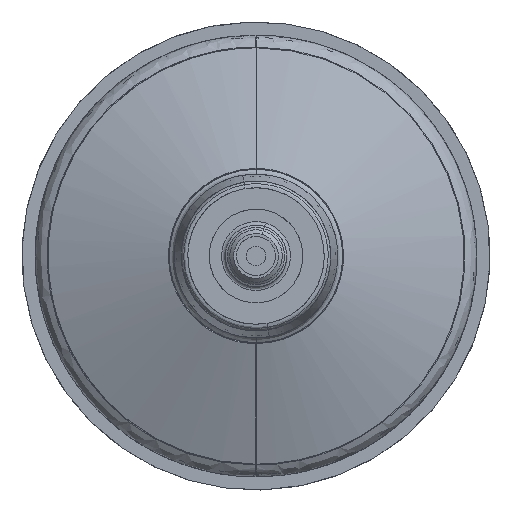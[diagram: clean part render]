
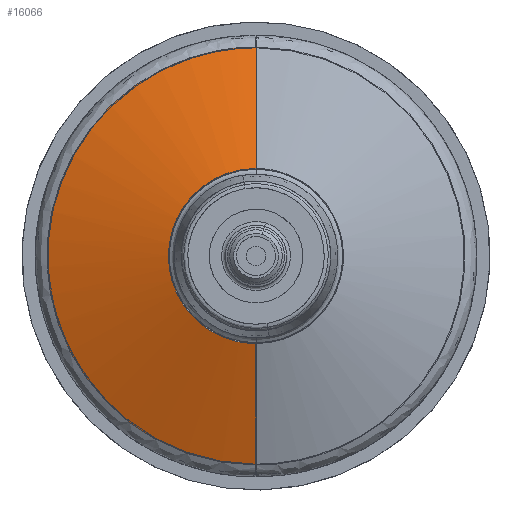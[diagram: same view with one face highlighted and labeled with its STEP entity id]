
A CAD part, left-side view. The second image highlights one B-rep face of the part: STEP entity #16066.
In plain terms, the highlighted free-form (B-spline) face has degree [1, 3] with [2, 7] control points.
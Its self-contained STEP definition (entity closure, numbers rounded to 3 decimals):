
#329 =( BOUNDED_SURFACE ( )  B_SPLINE_SURFACE ( 1, 3, ( 
 ( #19872, #2147, #7536, #4237, #4133, #9425, #9186 ),
 ( #20232, #9643, #16333, #11299, #7880, #5784, #9536 ) ),
 .UNSPECIFIED., .F., .F., .F. ) 
 B_SPLINE_SURFACE_WITH_KNOTS ( ( 2, 2 ),
 ( 4, 3, 4 ),
 ( 0., 1. ),
 ( 0., 0.5, 1. ),
 .UNSPECIFIED. ) 
 GEOMETRIC_REPRESENTATION_ITEM ( )  RATIONAL_B_SPLINE_SURFACE ( (
 ( 1., 0.805, 0.805, 1., 0.805, 0.805, 1.),
 ( 1., 0.805, 0.805, 1., 0.805, 0.805, 1.) ) ) 
 REPRESENTATION_ITEM ( '' )  SURFACE ( )  );
#418 = CARTESIAN_POINT ( 'NONE',  ( 9.74, 0., -17.818 ) ) ;
#693 = CARTESIAN_POINT ( 'NONE',  ( 9.74, 0., 17.818 ) ) ;
#857 = CARTESIAN_POINT ( 'NONE',  ( 18.765, 0., -42.538 ) ) ;
#2147 = CARTESIAN_POINT ( 'NONE',  ( 9.74, 10.437, -17.818 ) ) ;
#4133 = CARTESIAN_POINT ( 'NONE',  ( 9.74, 17.818, 10.437 ) ) ;
#4237 = CARTESIAN_POINT ( 'NONE',  ( 9.74, 17.818, 0. ) ) ;
#5662 = CARTESIAN_POINT ( 'NONE',  ( 9.74, 10.437, 17.818 ) ) ;
#5784 = CARTESIAN_POINT ( 'NONE',  ( 18.765, 24.918, 42.538 ) ) ;
#6345 = CARTESIAN_POINT ( 'NONE',  ( 18.765, 42.538, 24.918 ) ) ;
#7414 = CARTESIAN_POINT ( 'NONE',  ( 9.74, 17.818, 0. ) ) ;
#7434 = VERTEX_POINT ( 'NONE', #693 ) ;
#7521 = EDGE_CURVE ( 'NONE', #7434, #8313, #11691, .T. ) ;
#7536 = CARTESIAN_POINT ( 'NONE',  ( 9.74, 17.818, -10.437 ) ) ;
#7880 = CARTESIAN_POINT ( 'NONE',  ( 18.765, 42.538, 24.918 ) ) ;
#8313 = VERTEX_POINT ( 'NONE', #12041 ) ;
#9007 =( BOUNDED_CURVE ( )  B_SPLINE_CURVE ( 3, ( #857, #11975, #20912, #9754, #6345, #15245, #15600 ),
 .UNSPECIFIED., .F., .F. ) 
 B_SPLINE_CURVE_WITH_KNOTS ( ( 4, 3, 4 ),
 ( -3.142, -1.571, 0. ),
 .UNSPECIFIED. ) 
 CURVE ( )  GEOMETRIC_REPRESENTATION_ITEM ( )  RATIONAL_B_SPLINE_CURVE ( ( 1., 0.805, 0.805, 1., 0.805, 0.805, 1. ) ) 
 REPRESENTATION_ITEM ( '' )  );
#9186 = CARTESIAN_POINT ( 'NONE',  ( 9.74, 0., 17.818 ) ) ;
#9255 = CARTESIAN_POINT ( 'NONE',  ( 18.765, 0., 42.538 ) ) ;
#9328 = CARTESIAN_POINT ( 'NONE',  ( 18.765, 0., -42.538 ) ) ;
#9425 = CARTESIAN_POINT ( 'NONE',  ( 9.74, 10.437, 17.818 ) ) ;
#9536 = CARTESIAN_POINT ( 'NONE',  ( 18.765, 0., 42.538 ) ) ;
#9643 = CARTESIAN_POINT ( 'NONE',  ( 18.765, 24.918, -42.538 ) ) ;
#9754 = CARTESIAN_POINT ( 'NONE',  ( 18.765, 42.538, 0. ) ) ;
#10096 = ORIENTED_EDGE ( 'NONE', *, *, #13927, .F. ) ;
#11179 = FACE_OUTER_BOUND ( 'NONE', #17938, .T. ) ;
#11293 = CARTESIAN_POINT ( 'NONE',  ( 9.74, 17.818, -10.437 ) ) ;
#11299 = CARTESIAN_POINT ( 'NONE',  ( 18.765, 42.538, 0. ) ) ;
#11691 = B_SPLINE_CURVE_WITH_KNOTS ( 'NONE', 1,
 ( #18649, #9255 ),
 .UNSPECIFIED., .F., .F.,
 ( 2, 2 ),
 ( -1., 0. ),
 .UNSPECIFIED. ) ;
#11975 = CARTESIAN_POINT ( 'NONE',  ( 18.765, 24.918, -42.538 ) ) ;
#12041 = CARTESIAN_POINT ( 'NONE',  ( 18.765, 0., 42.538 ) ) ;
#12231 = CARTESIAN_POINT ( 'NONE',  ( 9.74, 0., 17.818 ) ) ;
#12534 = CARTESIAN_POINT ( 'NONE',  ( 9.74, 0., -17.818 ) ) ;
#13927 = EDGE_CURVE ( 'NONE', #14593, #18443, #21574, .T. ) ;
#14593 = VERTEX_POINT ( 'NONE', #18630 ) ;
#14796 = CARTESIAN_POINT ( 'NONE',  ( 9.74, 10.437, -17.818 ) ) ;
#15186 = EDGE_CURVE ( 'NONE', #7434, #18443, #16618, .T. ) ;
#15245 = CARTESIAN_POINT ( 'NONE',  ( 18.765, 24.918, 42.538 ) ) ;
#15600 = CARTESIAN_POINT ( 'NONE',  ( 18.765, 0., 42.538 ) ) ;
#16066 = ADVANCED_FACE ( 'NONE', ( #11179 ), #329, .T. ) ;
#16170 = EDGE_CURVE ( 'NONE', #14593, #8313, #9007, .T. ) ;
#16209 = CARTESIAN_POINT ( 'NONE',  ( 9.74, 17.818, 10.437 ) ) ;
#16333 = CARTESIAN_POINT ( 'NONE',  ( 18.765, 42.538, -24.918 ) ) ;
#16618 =( BOUNDED_CURVE ( )  B_SPLINE_CURVE ( 3, ( #12231, #5662, #16209, #7414, #11293, #14796, #20111 ),
 .UNSPECIFIED., .F., .F. ) 
 B_SPLINE_CURVE_WITH_KNOTS ( ( 4, 3, 4 ),
 ( -3.142, -1.571, 0. ),
 .UNSPECIFIED. ) 
 CURVE ( )  GEOMETRIC_REPRESENTATION_ITEM ( )  RATIONAL_B_SPLINE_CURVE ( ( 1., 0.805, 0.805, 1., 0.805, 0.805, 1. ) ) 
 REPRESENTATION_ITEM ( '' )  );
#17069 = ORIENTED_EDGE ( 'NONE', *, *, #16170, .T. ) ;
#17938 = EDGE_LOOP ( 'NONE', ( #18275, #20614, #10096, #17069 ) ) ;
#18275 = ORIENTED_EDGE ( 'NONE', *, *, #7521, .F. ) ;
#18443 = VERTEX_POINT ( 'NONE', #12534 ) ;
#18630 = CARTESIAN_POINT ( 'NONE',  ( 18.765, 0., -42.538 ) ) ;
#18649 = CARTESIAN_POINT ( 'NONE',  ( 9.74, 0., 17.818 ) ) ;
#19872 = CARTESIAN_POINT ( 'NONE',  ( 9.74, 0., -17.818 ) ) ;
#20111 = CARTESIAN_POINT ( 'NONE',  ( 9.74, 0., -17.818 ) ) ;
#20232 = CARTESIAN_POINT ( 'NONE',  ( 18.765, 0., -42.538 ) ) ;
#20614 = ORIENTED_EDGE ( 'NONE', *, *, #15186, .T. ) ;
#20912 = CARTESIAN_POINT ( 'NONE',  ( 18.765, 42.538, -24.918 ) ) ;
#21574 = B_SPLINE_CURVE_WITH_KNOTS ( 'NONE', 1,
 ( #9328, #418 ),
 .UNSPECIFIED., .F., .F.,
 ( 2, 2 ),
 ( -1., 0. ),
 .UNSPECIFIED. ) ;
